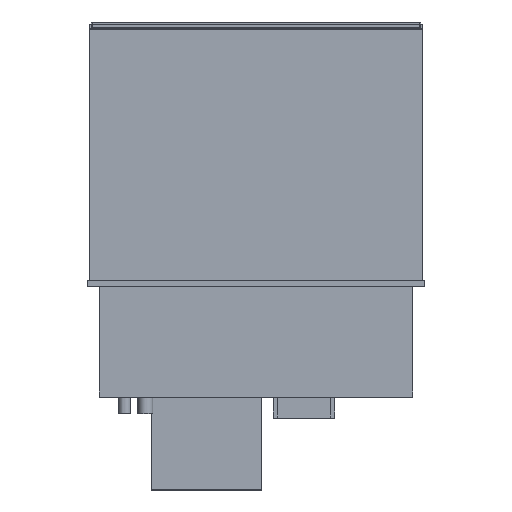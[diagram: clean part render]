
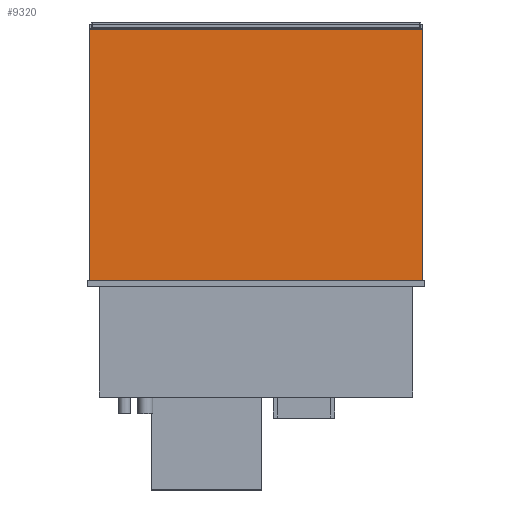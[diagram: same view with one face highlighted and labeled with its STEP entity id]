
A CAD part, top view. The second image highlights one B-rep face of the part: STEP entity #9320.
In plain terms, the highlighted planar face has unit normal (0, 0, 1).
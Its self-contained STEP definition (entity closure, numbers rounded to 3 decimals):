
#860=FACE_OUTER_BOUND('',#1406,.T.);
#1406=EDGE_LOOP('',(#8237,#8238,#8239,#8240));
#2487=LINE('',#15121,#3609);
#2499=LINE('',#15145,#3621);
#2500=LINE('',#15148,#3622);
#2501=LINE('',#15149,#3623);
#3609=VECTOR('',#12472,10.);
#3621=VECTOR('',#12488,10.);
#3622=VECTOR('',#12491,10.);
#3623=VECTOR('',#12492,10.);
#4485=VERTEX_POINT('',#15118);
#4486=VERTEX_POINT('',#15120);
#4495=VERTEX_POINT('',#15141);
#4497=VERTEX_POINT('',#15147);
#5739=EDGE_CURVE('',#4485,#4486,#2487,.T.);
#5751=EDGE_CURVE('',#4495,#4486,#2499,.T.);
#5752=EDGE_CURVE('',#4497,#4495,#2500,.T.);
#5753=EDGE_CURVE('',#4497,#4485,#2501,.T.);
#8237=ORIENTED_EDGE('',*,*,#5752,.T.);
#8238=ORIENTED_EDGE('',*,*,#5751,.T.);
#8239=ORIENTED_EDGE('',*,*,#5739,.F.);
#8240=ORIENTED_EDGE('',*,*,#5753,.F.);
#8789=PLANE('',#10077);
#9320=ADVANCED_FACE('',(#860),#8789,.T.);
#10077=AXIS2_PLACEMENT_3D('',#15146,#12489,#12490);
#12472=DIRECTION('',(1.,0.,0.));
#12488=DIRECTION('',(0.,1.,0.));
#12489=DIRECTION('center_axis',(0.,0.,1.));
#12490=DIRECTION('ref_axis',(1.,0.,0.));
#12491=DIRECTION('',(1.,0.,0.));
#12492=DIRECTION('',(0.,1.,0.));
#15118=CARTESIAN_POINT('',(-557.5,860.,347.5));
#15120=CARTESIAN_POINT('',(557.5,860.,347.5));
#15121=CARTESIAN_POINT('',(-557.5,860.,347.5));
#15141=CARTESIAN_POINT('',(557.5,20.,347.5));
#15145=CARTESIAN_POINT('',(557.5,20.,347.5));
#15146=CARTESIAN_POINT('Origin',(-557.5,20.,347.5));
#15147=CARTESIAN_POINT('',(-557.5,20.,347.5));
#15148=CARTESIAN_POINT('',(-557.5,20.,347.5));
#15149=CARTESIAN_POINT('',(-557.5,20.,347.5));
